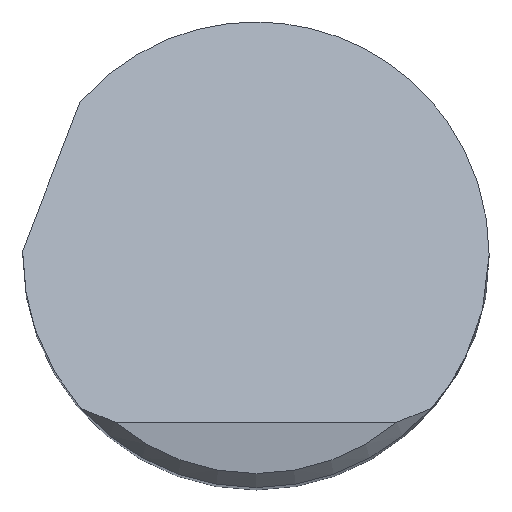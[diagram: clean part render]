
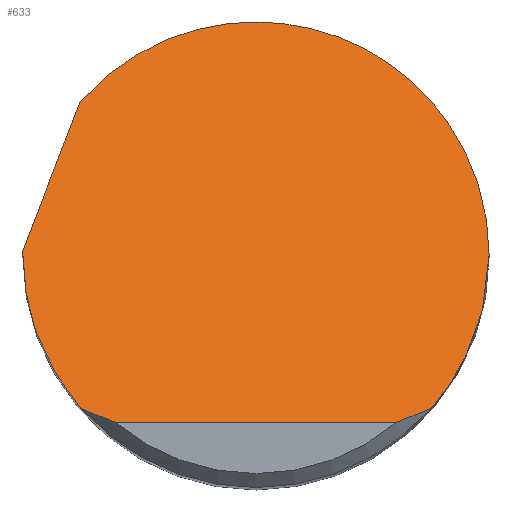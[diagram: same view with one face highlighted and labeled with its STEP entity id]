
A CAD part, top view. The second image highlights one B-rep face of the part: STEP entity #633.
In plain terms, the highlighted planar face has unit normal (0, 0.707, 0.707).
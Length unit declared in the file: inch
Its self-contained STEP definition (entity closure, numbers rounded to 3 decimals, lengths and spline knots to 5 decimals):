
#9 = CARTESIAN_POINT ( 'NONE',  ( -0.31638, -0.1672, 2.4872 ) ) ;
#15 = ORIENTED_EDGE ( 'NONE', *, *, #839, .F. ) ;
#16 = CARTESIAN_POINT ( 'NONE',  ( 0.18782, -0.165, 2.485 ) ) ;
#38 = CARTESIAN_POINT ( 'NONE',  ( 0.25, 0., 2.32 ) ) ;
#39 = VERTEX_POINT ( 'NONE', #457 ) ;
#76 = DIRECTION ( 'NONE',  ( 0.263, 0.682, -0.682 ) ) ;
#92 = CARTESIAN_POINT ( 'NONE',  ( 0.18782, -0.165, 2.485 ) ) ;
#125 = EDGE_LOOP ( 'NONE', ( #674, #402, #307, #526, #708, #15, #600, #190 ) ) ;
#141 =( BOUNDED_CURVE ( )  B_SPLINE_CURVE ( 3, ( #853, #178, #369, #16 ),
 .UNSPECIFIED., .F., .T. ) 
 B_SPLINE_CURVE_WITH_KNOTS ( ( 4, 4 ),
 ( 1.5708, 2.29162 ),
 .UNSPECIFIED. ) 
 CURVE ( )  GEOMETRIC_REPRESENTATION_ITEM ( )  RATIONAL_B_SPLINE_CURVE ( ( 1., 0.957, 0.957, 1. ) ) 
 REPRESENTATION_ITEM ( '' )  );
#144 = CARTESIAN_POINT ( 'NONE',  ( -0.24995, 0.005, 2.315 ) ) ;
#145 = CARTESIAN_POINT ( 'NONE',  ( 0., -0.18, 2.5 ) ) ;
#147 = CARTESIAN_POINT ( 'NONE',  ( -0.25, -0.06141, 2.38141 ) ) ;
#152 = LINE ( 'NONE', #9, #550 ) ;
#178 = CARTESIAN_POINT ( 'NONE',  ( 0.25, -0.06141, 2.38141 ) ) ;
#190 = ORIENTED_EDGE ( 'NONE', *, *, #575, .T. ) ;
#203 = CARTESIAN_POINT ( 'NONE',  ( 0.15108, -0.18, 2.5 ) ) ;
#217 = DIRECTION ( 'NONE',  ( 1., 0., 0. ) ) ;
#228 = DIRECTION ( 'NONE',  ( 0., 0.707, -0.707 ) ) ;
#244 = CARTESIAN_POINT ( 'NONE',  ( -0.18782, -0.165, 2.485 ) ) ;
#257 = VERTEX_POINT ( 'NONE', #645 ) ;
#281 = CARTESIAN_POINT ( 'NONE',  ( 0.17589, -0.1704, 2.4904 ) ) ;
#293 = CARTESIAN_POINT ( 'NONE',  ( -0.25, -0.18, 2.5 ) ) ;
#302 = FACE_OUTER_BOUND ( 'NONE', #125, .T. ) ;
#307 = ORIENTED_EDGE ( 'NONE', *, *, #585, .F. ) ;
#318 =( BOUNDED_CURVE ( )  B_SPLINE_CURVE ( 3, ( #509, #779, #147, #758 ),
 .UNSPECIFIED., .F., .T. ) 
 B_SPLINE_CURVE_WITH_KNOTS ( ( 4, 4 ),
 ( 3.99157, 4.71239 ),
 .UNSPECIFIED. ) 
 CURVE ( )  GEOMETRIC_REPRESENTATION_ITEM ( )  RATIONAL_B_SPLINE_CURVE ( ( 1., 0.957, 0.957, 1. ) ) 
 REPRESENTATION_ITEM ( '' )  );
#347 = EDGE_CURVE ( 'NONE', #787, #808, #462, .T. ) ;
#360 = B_SPLINE_CURVE_WITH_KNOTS ( 'NONE', 3,
 ( #578, #653, #281, #552 ),
 .UNSPECIFIED., .F., .F.,
 ( 4, 4 ),
 ( 0., 0.00108 ),
 .UNSPECIFIED. ) ;
#369 = CARTESIAN_POINT ( 'NONE',  ( 0.22834, -0.11887, 2.43887 ) ) ;
#402 = ORIENTED_EDGE ( 'NONE', *, *, #871, .T. ) ;
#435 = CARTESIAN_POINT ( 'NONE',  ( -0.25, 0.00167, 2.31833 ) ) ;
#455 = CARTESIAN_POINT ( 'NONE',  ( 0.25, 0., 2.32 ) ) ;
#457 = CARTESIAN_POINT ( 'NONE',  ( -0.25, 0., 2.32 ) ) ;
#462 =( BOUNDED_CURVE ( )  B_SPLINE_CURVE ( 3, ( #865, #606, #597, #455 ),
 .UNSPECIFIED., .F., .T. ) 
 B_SPLINE_CURVE_WITH_KNOTS ( ( 4, 4 ),
 ( 5.42872, 7.85398 ),
 .UNSPECIFIED. ) 
 CURVE ( )  GEOMETRIC_REPRESENTATION_ITEM ( )  RATIONAL_B_SPLINE_CURVE ( ( 1., 0.567, 0.567, 1. ) ) 
 REPRESENTATION_ITEM ( '' )  );
#477 =( BOUNDED_CURVE ( )  B_SPLINE_CURVE ( 3, ( #516, #435, #773, #144 ),
 .UNSPECIFIED., .F., .T. ) 
 B_SPLINE_CURVE_WITH_KNOTS ( ( 4, 4 ),
 ( 4.71239, 4.73239 ),
 .UNSPECIFIED. ) 
 CURVE ( )  GEOMETRIC_REPRESENTATION_ITEM ( )  RATIONAL_B_SPLINE_CURVE ( ( 1., 1., 1., 1. ) ) 
 REPRESENTATION_ITEM ( '' )  );
#484 = EDGE_CURVE ( 'NONE', #694, #787, #152, .T. ) ;
#500 = EDGE_CURVE ( 'NONE', #567, #793, #554, .T. ) ;
#509 = CARTESIAN_POINT ( 'NONE',  ( -0.18782, -0.165, 2.485 ) ) ;
#516 = CARTESIAN_POINT ( 'NONE',  ( -0.25, 0., 2.32 ) ) ;
#526 = ORIENTED_EDGE ( 'NONE', *, *, #347, .F. ) ;
#550 = VECTOR ( 'NONE', #76, 39.37008 ) ;
#552 = CARTESIAN_POINT ( 'NONE',  ( 0.18782, -0.165, 2.485 ) ) ;
#554 = LINE ( 'NONE', #145, #664 ) ;
#565 = CARTESIAN_POINT ( 'NONE',  ( -0.17589, -0.1704, 2.4904 ) ) ;
#567 = VERTEX_POINT ( 'NONE', #574 ) ;
#568 = B_SPLINE_CURVE_WITH_KNOTS ( 'NONE', 3,
 ( #244, #565, #837, #844 ),
 .UNSPECIFIED., .F., .F.,
 ( 4, 4 ),
 ( 0., 0.00108 ),
 .UNSPECIFIED. ) ;
#571 = VERTEX_POINT ( 'NONE', #92 ) ;
#574 = CARTESIAN_POINT ( 'NONE',  ( -0.15108, -0.18, 2.5 ) ) ;
#575 = EDGE_CURVE ( 'NONE', #257, #567, #568, .T. ) ;
#578 = CARTESIAN_POINT ( 'NONE',  ( 0.15108, -0.18, 2.5 ) ) ;
#585 = EDGE_CURVE ( 'NONE', #808, #571, #141, .T. ) ;
#597 = CARTESIAN_POINT ( 'NONE',  ( 0.25, 0.27527, 2.04473 ) ) ;
#600 = ORIENTED_EDGE ( 'NONE', *, *, #807, .F. ) ;
#606 = CARTESIAN_POINT ( 'NONE',  ( -0.0078, 0.37177, 1.94823 ) ) ;
#633 = ADVANCED_FACE ( 'NONE', ( #302 ), #782, .F. ) ;
#645 = CARTESIAN_POINT ( 'NONE',  ( -0.18782, -0.165, 2.485 ) ) ;
#653 = CARTESIAN_POINT ( 'NONE',  ( 0.16367, -0.17542, 2.49542 ) ) ;
#664 = VECTOR ( 'NONE', #217, 39.37008 ) ;
#674 = ORIENTED_EDGE ( 'NONE', *, *, #500, .T. ) ;
#694 = VERTEX_POINT ( 'NONE', #814 ) ;
#708 = ORIENTED_EDGE ( 'NONE', *, *, #484, .F. ) ;
#724 = CARTESIAN_POINT ( 'NONE',  ( -0.18855, 0.16416, 2.15584 ) ) ;
#750 = AXIS2_PLACEMENT_3D ( 'NONE', #293, #840, #228 ) ;
#758 = CARTESIAN_POINT ( 'NONE',  ( -0.25, 0., 2.32 ) ) ;
#773 = CARTESIAN_POINT ( 'NONE',  ( -0.24998, 0.00333, 2.31667 ) ) ;
#779 = CARTESIAN_POINT ( 'NONE',  ( -0.22834, -0.11887, 2.43887 ) ) ;
#782 = PLANE ( 'NONE',  #750 ) ;
#787 = VERTEX_POINT ( 'NONE', #724 ) ;
#793 = VERTEX_POINT ( 'NONE', #203 ) ;
#807 = EDGE_CURVE ( 'NONE', #257, #39, #318, .T. ) ;
#808 = VERTEX_POINT ( 'NONE', #38 ) ;
#814 = CARTESIAN_POINT ( 'NONE',  ( -0.24995, 0.005, 2.315 ) ) ;
#837 = CARTESIAN_POINT ( 'NONE',  ( -0.16367, -0.17542, 2.49542 ) ) ;
#839 = EDGE_CURVE ( 'NONE', #39, #694, #477, .T. ) ;
#840 = DIRECTION ( 'NONE',  ( 0., -0.707, -0.707 ) ) ;
#844 = CARTESIAN_POINT ( 'NONE',  ( -0.15108, -0.18, 2.5 ) ) ;
#853 = CARTESIAN_POINT ( 'NONE',  ( 0.25, 0., 2.32 ) ) ;
#865 = CARTESIAN_POINT ( 'NONE',  ( -0.18855, 0.16416, 2.15584 ) ) ;
#871 = EDGE_CURVE ( 'NONE', #793, #571, #360, .T. ) ;
